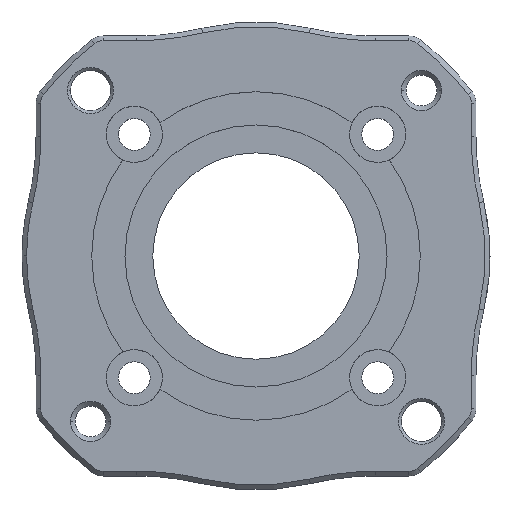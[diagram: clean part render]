
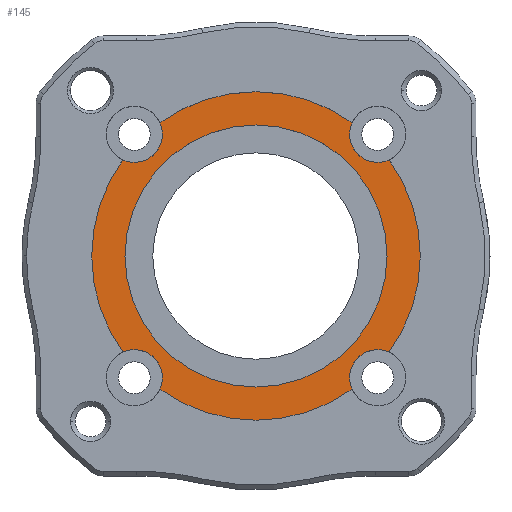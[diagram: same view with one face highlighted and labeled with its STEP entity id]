
A CAD part, top view. The second image highlights one B-rep face of the part: STEP entity #145.
In plain terms, the highlighted planar face has unit normal (0, 0, 1).
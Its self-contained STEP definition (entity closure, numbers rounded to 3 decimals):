
#11 = CARTESIAN_POINT ( 'NONE',  ( -28., 185., -20.7 ) ) ;
#38 = CIRCLE ( 'NONE', #4004, 17.55 ) ;
#41 = CARTESIAN_POINT ( 'NONE',  ( -15., 198., -20.7 ) ) ;
#57 = EDGE_CURVE ( 'NONE', #2569, #1973, #199, .T. ) ;
#58 = AXIS2_PLACEMENT_3D ( 'NONE', #41, #2228, #2204 ) ;
#80 = VERTEX_POINT ( 'NONE', #1692 ) ;
#89 = CIRCLE ( 'NONE', #2814, 17.55 ) ;
#91 = ORIENTED_EDGE ( 'NONE', *, *, #3921, .F. ) ;
#145 = ADVANCED_FACE ( 'NONE', ( #3648, #2551 ), #445, .T. ) ;
#199 = CIRCLE ( 'NONE', #2811, 3. ) ;
#202 = DIRECTION ( 'NONE',  ( 1., 0., 0. ) ) ;
#232 = ORIENTED_EDGE ( 'NONE', *, *, #1150, .F. ) ;
#235 = AXIS2_PLACEMENT_3D ( 'NONE', #1440, #356, #1043 ) ;
#245 = VERTEX_POINT ( 'NONE', #4444 ) ;
#251 = CARTESIAN_POINT ( 'NONE',  ( -4.734, 183.766, -20.7 ) ) ;
#257 = DIRECTION ( 'NONE',  ( 0., 0., 1. ) ) ;
#317 = CARTESIAN_POINT ( 'NONE',  ( -15., 198., -20.7 ) ) ;
#356 = DIRECTION ( 'NONE',  ( 0., 0., 1. ) ) ;
#363 = CARTESIAN_POINT ( 'NONE',  ( -15., 198., -20.7 ) ) ;
#445 = PLANE ( 'NONE',  #1888 ) ;
#459 = CARTESIAN_POINT ( 'NONE',  ( -15., 198., -20.7 ) ) ;
#530 = CIRCLE ( 'NONE', #3369, 3. ) ;
#531 = DIRECTION ( 'NONE',  ( 0., 0., 1. ) ) ;
#541 = EDGE_CURVE ( 'NONE', #2230, #1973, #4103, .T. ) ;
#575 = ORIENTED_EDGE ( 'NONE', *, *, #3360, .F. ) ;
#586 = VERTEX_POINT ( 'NONE', #3268 ) ;
#618 = DIRECTION ( 'NONE',  ( 1., 0., 0. ) ) ;
#633 = VERTEX_POINT ( 'NONE', #3964 ) ;
#742 = CIRCLE ( 'NONE', #58, 14. ) ;
#808 = CARTESIAN_POINT ( 'NONE',  ( -25.266, 183.766, -20.7 ) ) ;
#840 = CIRCLE ( 'NONE', #4332, 3. ) ;
#861 = CARTESIAN_POINT ( 'NONE',  ( -28., 211., -20.7 ) ) ;
#994 = DIRECTION ( 'NONE',  ( 0., 0., 1. ) ) ;
#1043 = DIRECTION ( 'NONE',  ( 1., 0., 0. ) ) ;
#1103 = CARTESIAN_POINT ( 'NONE',  ( -4.734, 212.234, -20.7 ) ) ;
#1109 = AXIS2_PLACEMENT_3D ( 'NONE', #1668, #3070, #618 ) ;
#1129 = EDGE_LOOP ( 'NONE', ( #2585, #3974 ) ) ;
#1150 = EDGE_CURVE ( 'NONE', #4450, #1841, #3258, .T. ) ;
#1178 = DIRECTION ( 'NONE',  ( 0., 0., 1. ) ) ;
#1208 = DIRECTION ( 'NONE',  ( 1., 0., 0. ) ) ;
#1216 = ORIENTED_EDGE ( 'NONE', *, *, #2340, .F. ) ;
#1254 = CIRCLE ( 'NONE', #2751, 14. ) ;
#1272 = EDGE_CURVE ( 'NONE', #4450, #2230, #89, .T. ) ;
#1376 = CARTESIAN_POINT ( 'NONE',  ( -0.766, 187.734, -20.7 ) ) ;
#1440 = CARTESIAN_POINT ( 'NONE',  ( -2., 211., -20.7 ) ) ;
#1519 = DIRECTION ( 'NONE',  ( 1., 0., 0. ) ) ;
#1543 = EDGE_CURVE ( 'NONE', #2256, #245, #38, .T. ) ;
#1565 = ORIENTED_EDGE ( 'NONE', *, *, #4406, .F. ) ;
#1569 = CARTESIAN_POINT ( 'NONE',  ( -0.766, 208.266, -20.7 ) ) ;
#1621 = EDGE_CURVE ( 'NONE', #80, #3039, #1254, .T. ) ;
#1668 = CARTESIAN_POINT ( 'NONE',  ( -2., 185., -20.7 ) ) ;
#1692 = CARTESIAN_POINT ( 'NONE',  ( -29., 198., -20.7 ) ) ;
#1813 = ORIENTED_EDGE ( 'NONE', *, *, #3620, .T. ) ;
#1841 = VERTEX_POINT ( 'NONE', #3944 ) ;
#1888 = AXIS2_PLACEMENT_3D ( 'NONE', #3949, #2941, #4396 ) ;
#1924 = CARTESIAN_POINT ( 'NONE',  ( -15., 198., -20.7 ) ) ;
#1962 = ORIENTED_EDGE ( 'NONE', *, *, #541, .T. ) ;
#1973 = VERTEX_POINT ( 'NONE', #1569 ) ;
#2017 = AXIS2_PLACEMENT_3D ( 'NONE', #317, #2139, #2453 ) ;
#2061 = CARTESIAN_POINT ( 'NONE',  ( -29.234, 208.266, -20.7 ) ) ;
#2108 = CIRCLE ( 'NONE', #235, 3. ) ;
#2135 = VERTEX_POINT ( 'NONE', #2843 ) ;
#2139 = DIRECTION ( 'NONE',  ( 0., 0., 1. ) ) ;
#2165 = CIRCLE ( 'NONE', #4569, 3. ) ;
#2204 = DIRECTION ( 'NONE',  ( 1., 0., 0. ) ) ;
#2209 = CARTESIAN_POINT ( 'NONE',  ( -28., 211., -20.7 ) ) ;
#2228 = DIRECTION ( 'NONE',  ( 0., 0., 1. ) ) ;
#2230 = VERTEX_POINT ( 'NONE', #2582 ) ;
#2246 = CIRCLE ( 'NONE', #4186, 17.55 ) ;
#2249 = ORIENTED_EDGE ( 'NONE', *, *, #3380, .F. ) ;
#2256 = VERTEX_POINT ( 'NONE', #1103 ) ;
#2263 = CARTESIAN_POINT ( 'NONE',  ( -2., 185., -20.7 ) ) ;
#2335 = EDGE_LOOP ( 'NONE', ( #91, #3900, #1216, #2666, #1813, #575, #1565, #3995, #2249, #232, #4313, #1962, #2775 ) ) ;
#2340 = EDGE_CURVE ( 'NONE', #633, #245, #3506, .T. ) ;
#2453 = DIRECTION ( 'NONE',  ( 1., 0., 0. ) ) ;
#2461 = CARTESIAN_POINT ( 'NONE',  ( -28., 185., -20.7 ) ) ;
#2526 = VERTEX_POINT ( 'NONE', #251 ) ;
#2551 = FACE_OUTER_BOUND ( 'NONE', #2335, .T. ) ;
#2569 = VERTEX_POINT ( 'NONE', #2754 ) ;
#2582 = CARTESIAN_POINT ( 'NONE',  ( 2.55, 198., -20.7 ) ) ;
#2585 = ORIENTED_EDGE ( 'NONE', *, *, #2858, .F. ) ;
#2666 = ORIENTED_EDGE ( 'NONE', *, *, #3697, .F. ) ;
#2737 = EDGE_CURVE ( 'NONE', #4168, #2526, #3512, .T. ) ;
#2751 = AXIS2_PLACEMENT_3D ( 'NONE', #3555, #994, #4628 ) ;
#2754 = CARTESIAN_POINT ( 'NONE',  ( -5., 211., -20.7 ) ) ;
#2775 = ORIENTED_EDGE ( 'NONE', *, *, #57, .F. ) ;
#2811 = AXIS2_PLACEMENT_3D ( 'NONE', #3184, #3495, #3845 ) ;
#2814 = AXIS2_PLACEMENT_3D ( 'NONE', #3153, #3127, #4216 ) ;
#2843 = CARTESIAN_POINT ( 'NONE',  ( -29.234, 187.734, -20.7 ) ) ;
#2858 = EDGE_CURVE ( 'NONE', #3039, #80, #742, .T. ) ;
#2932 = DIRECTION ( 'NONE',  ( 0., 0., 1. ) ) ;
#2936 = DIRECTION ( 'NONE',  ( 0., 0., 1. ) ) ;
#2941 = DIRECTION ( 'NONE',  ( 0., 0., 1. ) ) ;
#3034 = DIRECTION ( 'NONE',  ( 1., 0., 0. ) ) ;
#3039 = VERTEX_POINT ( 'NONE', #4273 ) ;
#3070 = DIRECTION ( 'NONE',  ( 0., 0., 1. ) ) ;
#3127 = DIRECTION ( 'NONE',  ( 0., 0., 1. ) ) ;
#3147 = CIRCLE ( 'NONE', #1109, 3. ) ;
#3153 = CARTESIAN_POINT ( 'NONE',  ( -15., 198., -20.7 ) ) ;
#3184 = CARTESIAN_POINT ( 'NONE',  ( -2., 211., -20.7 ) ) ;
#3258 = CIRCLE ( 'NONE', #3861, 3. ) ;
#3268 = CARTESIAN_POINT ( 'NONE',  ( -25., 185., -20.7 ) ) ;
#3360 = EDGE_CURVE ( 'NONE', #586, #2135, #530, .T. ) ;
#3368 = DIRECTION ( 'NONE',  ( 0., 0., 1. ) ) ;
#3369 = AXIS2_PLACEMENT_3D ( 'NONE', #2461, #257, #4205 ) ;
#3380 = EDGE_CURVE ( 'NONE', #1841, #2526, #3147, .T. ) ;
#3416 = VERTEX_POINT ( 'NONE', #2061 ) ;
#3495 = DIRECTION ( 'NONE',  ( 0., 0., 1. ) ) ;
#3506 = CIRCLE ( 'NONE', #3940, 3. ) ;
#3512 = CIRCLE ( 'NONE', #2017, 17.55 ) ;
#3555 = CARTESIAN_POINT ( 'NONE',  ( -15., 198., -20.7 ) ) ;
#3560 = DIRECTION ( 'NONE',  ( 1., 0., 0. ) ) ;
#3620 = EDGE_CURVE ( 'NONE', #3416, #2135, #2246, .T. ) ;
#3648 = FACE_BOUND ( 'NONE', #1129, .T. ) ;
#3697 = EDGE_CURVE ( 'NONE', #3416, #633, #2165, .T. ) ;
#3762 = DIRECTION ( 'NONE',  ( 0., 0., 1. ) ) ;
#3845 = DIRECTION ( 'NONE',  ( 1., 0., 0. ) ) ;
#3861 = AXIS2_PLACEMENT_3D ( 'NONE', #2263, #1178, #3034 ) ;
#3900 = ORIENTED_EDGE ( 'NONE', *, *, #1543, .T. ) ;
#3921 = EDGE_CURVE ( 'NONE', #2256, #2569, #2108, .T. ) ;
#3930 = DIRECTION ( 'NONE',  ( 0., 0., 1. ) ) ;
#3940 = AXIS2_PLACEMENT_3D ( 'NONE', #861, #3762, #202 ) ;
#3944 = CARTESIAN_POINT ( 'NONE',  ( -5., 185., -20.7 ) ) ;
#3949 = CARTESIAN_POINT ( 'NONE',  ( -15., 198., -20.7 ) ) ;
#3964 = CARTESIAN_POINT ( 'NONE',  ( -25., 211., -20.7 ) ) ;
#3974 = ORIENTED_EDGE ( 'NONE', *, *, #1621, .F. ) ;
#3995 = ORIENTED_EDGE ( 'NONE', *, *, #2737, .T. ) ;
#4004 = AXIS2_PLACEMENT_3D ( 'NONE', #1924, #531, #4052 ) ;
#4009 = DIRECTION ( 'NONE',  ( 1., 0., 0. ) ) ;
#4052 = DIRECTION ( 'NONE',  ( 1., 0., 0. ) ) ;
#4103 = CIRCLE ( 'NONE', #4488, 17.55 ) ;
#4168 = VERTEX_POINT ( 'NONE', #808 ) ;
#4186 = AXIS2_PLACEMENT_3D ( 'NONE', #459, #2932, #1208 ) ;
#4205 = DIRECTION ( 'NONE',  ( 1., 0., 0. ) ) ;
#4216 = DIRECTION ( 'NONE',  ( 1., 0., 0. ) ) ;
#4273 = CARTESIAN_POINT ( 'NONE',  ( -1., 198., -20.7 ) ) ;
#4313 = ORIENTED_EDGE ( 'NONE', *, *, #1272, .T. ) ;
#4332 = AXIS2_PLACEMENT_3D ( 'NONE', #11, #3930, #3560 ) ;
#4396 = DIRECTION ( 'NONE',  ( 1., 0., 0. ) ) ;
#4406 = EDGE_CURVE ( 'NONE', #4168, #586, #840, .T. ) ;
#4444 = CARTESIAN_POINT ( 'NONE',  ( -25.266, 212.234, -20.7 ) ) ;
#4450 = VERTEX_POINT ( 'NONE', #1376 ) ;
#4488 = AXIS2_PLACEMENT_3D ( 'NONE', #363, #2936, #1519 ) ;
#4569 = AXIS2_PLACEMENT_3D ( 'NONE', #2209, #3368, #4009 ) ;
#4628 = DIRECTION ( 'NONE',  ( 1., 0., 0. ) ) ;
